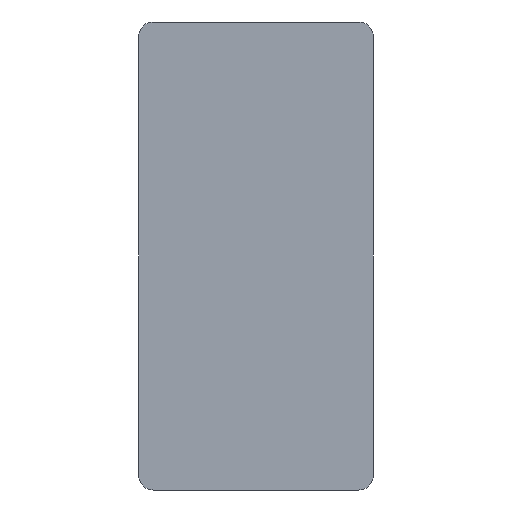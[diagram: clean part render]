
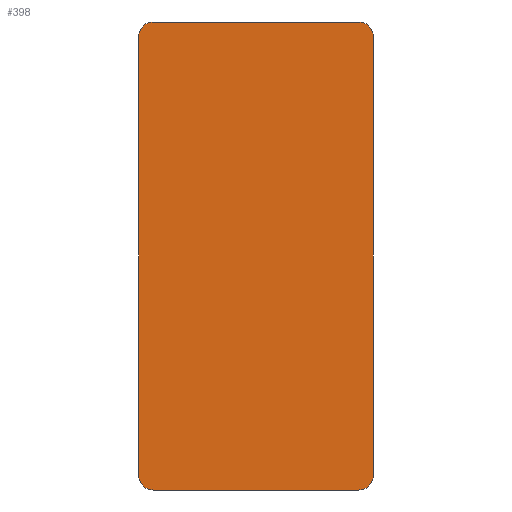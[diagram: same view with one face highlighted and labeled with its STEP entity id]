
A CAD part, front view. The second image highlights one B-rep face of the part: STEP entity #398.
In plain terms, the highlighted planar face has unit normal (0, -1, 0).
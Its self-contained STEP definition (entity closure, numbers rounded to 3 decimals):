
#9 = CARTESIAN_POINT ( 'NONE',  ( -35., 0., -79.75 ) ) ;
#12 = CARTESIAN_POINT ( 'NONE',  ( -40., 0., 74.75 ) ) ;
#19 = CIRCLE ( 'NONE', #350, 5. ) ;
#38 = EDGE_LOOP ( 'NONE', ( #340, #518, #290, #514, #566, #192, #153, #472 ) ) ;
#41 = AXIS2_PLACEMENT_3D ( 'NONE', #318, #504, #507 ) ;
#45 = EDGE_CURVE ( 'NONE', #201, #511, #200, .T. ) ;
#50 = DIRECTION ( 'NONE',  ( 0., 0., -1. ) ) ;
#60 = VECTOR ( 'NONE', #183, 1000. ) ;
#66 = AXIS2_PLACEMENT_3D ( 'NONE', #483, #580, #568 ) ;
#67 = VECTOR ( 'NONE', #119, 1000. ) ;
#83 = EDGE_CURVE ( 'NONE', #201, #535, #293, .T. ) ;
#84 = CARTESIAN_POINT ( 'NONE',  ( -35., 0., 79.75 ) ) ;
#118 = VECTOR ( 'NONE', #50, 1000. ) ;
#119 = DIRECTION ( 'NONE',  ( 1., 0., 0. ) ) ;
#139 = PLANE ( 'NONE',  #41 ) ;
#145 = DIRECTION ( 'NONE',  ( 0., -1., 0. ) ) ;
#151 = EDGE_CURVE ( 'NONE', #513, #289, #246, .T. ) ;
#153 = ORIENTED_EDGE ( 'NONE', *, *, #494, .F. ) ;
#170 = AXIS2_PLACEMENT_3D ( 'NONE', #547, #351, #217 ) ;
#183 = DIRECTION ( 'NONE',  ( 0., 0., 1. ) ) ;
#192 = ORIENTED_EDGE ( 'NONE', *, *, #250, .T. ) ;
#193 = DIRECTION ( 'NONE',  ( -1., 0., 0. ) ) ;
#200 = LINE ( 'NONE', #387, #67 ) ;
#201 = VERTEX_POINT ( 'NONE', #84 ) ;
#217 = DIRECTION ( 'NONE',  ( 0., 0., 1. ) ) ;
#226 = LINE ( 'NONE', #551, #60 ) ;
#227 = CARTESIAN_POINT ( 'NONE',  ( 35., 0., 79.75 ) ) ;
#231 = CIRCLE ( 'NONE', #571, 5. ) ;
#246 = CIRCLE ( 'NONE', #170, 5. ) ;
#250 = EDGE_CURVE ( 'NONE', #429, #286, #19, .T. ) ;
#269 = CARTESIAN_POINT ( 'NONE',  ( 40., 0., -79.75 ) ) ;
#286 = VERTEX_POINT ( 'NONE', #9 ) ;
#289 = VERTEX_POINT ( 'NONE', #310 ) ;
#290 = ORIENTED_EDGE ( 'NONE', *, *, #45, .F. ) ;
#293 = CIRCLE ( 'NONE', #66, 5. ) ;
#308 = EDGE_CURVE ( 'NONE', #528, #289, #312, .T. ) ;
#309 = DIRECTION ( 'NONE',  ( 0., 0., 1. ) ) ;
#310 = CARTESIAN_POINT ( 'NONE',  ( 40., 0., -74.75 ) ) ;
#311 = CARTESIAN_POINT ( 'NONE',  ( -35., 0., -74.75 ) ) ;
#312 = LINE ( 'NONE', #269, #118 ) ;
#318 = CARTESIAN_POINT ( 'NONE',  ( 0., 0., 0. ) ) ;
#319 = CARTESIAN_POINT ( 'NONE',  ( 35., 0., -79.75 ) ) ;
#340 = ORIENTED_EDGE ( 'NONE', *, *, #308, .F. ) ;
#350 = AXIS2_PLACEMENT_3D ( 'NONE', #311, #445, #309 ) ;
#351 = DIRECTION ( 'NONE',  ( 0., -1., 0. ) ) ;
#374 = EDGE_CURVE ( 'NONE', #429, #535, #226, .T. ) ;
#381 = CARTESIAN_POINT ( 'NONE',  ( 35., 0., 74.75 ) ) ;
#387 = CARTESIAN_POINT ( 'NONE',  ( -40., 0., 79.75 ) ) ;
#398 = ADVANCED_FACE ( 'NONE', ( #510 ), #139, .F. ) ;
#418 = CARTESIAN_POINT ( 'NONE',  ( 40., 0., 74.75 ) ) ;
#422 = DIRECTION ( 'NONE',  ( 0., 0., 1. ) ) ;
#429 = VERTEX_POINT ( 'NONE', #466 ) ;
#445 = DIRECTION ( 'NONE',  ( 0., -1., 0. ) ) ;
#466 = CARTESIAN_POINT ( 'NONE',  ( -40., 0., -74.75 ) ) ;
#472 = ORIENTED_EDGE ( 'NONE', *, *, #151, .T. ) ;
#474 = LINE ( 'NONE', #561, #503 ) ;
#483 = CARTESIAN_POINT ( 'NONE',  ( -35., 0., 74.75 ) ) ;
#494 = EDGE_CURVE ( 'NONE', #513, #286, #474, .T. ) ;
#503 = VECTOR ( 'NONE', #193, 1000. ) ;
#504 = DIRECTION ( 'NONE',  ( 0., 1., 0. ) ) ;
#507 = DIRECTION ( 'NONE',  ( 1., 0., 0. ) ) ;
#510 = FACE_OUTER_BOUND ( 'NONE', #38, .T. ) ;
#511 = VERTEX_POINT ( 'NONE', #227 ) ;
#513 = VERTEX_POINT ( 'NONE', #319 ) ;
#514 = ORIENTED_EDGE ( 'NONE', *, *, #83, .T. ) ;
#518 = ORIENTED_EDGE ( 'NONE', *, *, #544, .T. ) ;
#528 = VERTEX_POINT ( 'NONE', #418 ) ;
#535 = VERTEX_POINT ( 'NONE', #12 ) ;
#544 = EDGE_CURVE ( 'NONE', #528, #511, #231, .T. ) ;
#547 = CARTESIAN_POINT ( 'NONE',  ( 35., 0., -74.75 ) ) ;
#551 = CARTESIAN_POINT ( 'NONE',  ( -40., 0., -79.75 ) ) ;
#561 = CARTESIAN_POINT ( 'NONE',  ( -40., 0., -79.75 ) ) ;
#566 = ORIENTED_EDGE ( 'NONE', *, *, #374, .F. ) ;
#568 = DIRECTION ( 'NONE',  ( 0., 0., 1. ) ) ;
#571 = AXIS2_PLACEMENT_3D ( 'NONE', #381, #145, #422 ) ;
#580 = DIRECTION ( 'NONE',  ( 0., -1., 0. ) ) ;
